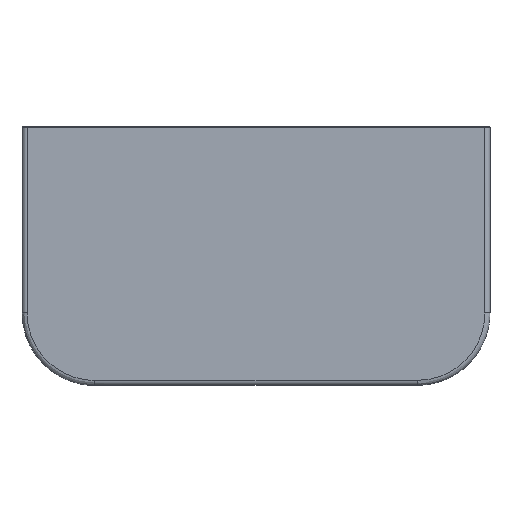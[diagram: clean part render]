
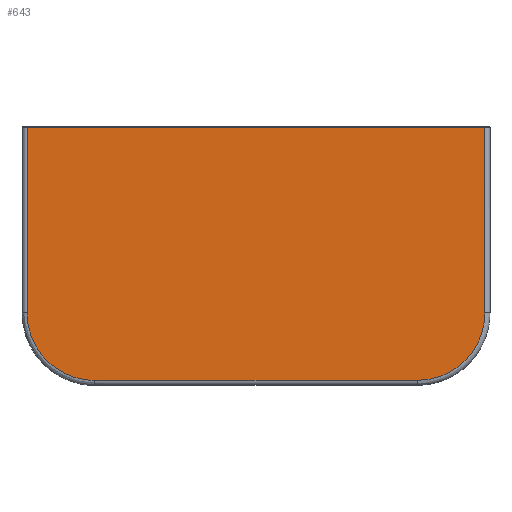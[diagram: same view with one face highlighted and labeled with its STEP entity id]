
A CAD part, top view. The second image highlights one B-rep face of the part: STEP entity #643.
In plain terms, the highlighted face is planar.
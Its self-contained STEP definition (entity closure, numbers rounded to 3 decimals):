
#643=ADVANCED_FACE('',(#1034),#6744,.T.);
#1034=FACE_OUTER_BOUND('',#1425,.T.);
#1425=EDGE_LOOP('',(#3585,#3586,#3587,#3588,#3589,#3590));
#3585=ORIENTED_EDGE('',*,*,#4731,.T.);
#3586=ORIENTED_EDGE('',*,*,#4732,.T.);
#3587=ORIENTED_EDGE('',*,*,#4733,.T.);
#3588=ORIENTED_EDGE('',*,*,#4757,.T.);
#3589=ORIENTED_EDGE('',*,*,#4734,.T.);
#3590=ORIENTED_EDGE('',*,*,#4748,.T.);
#4731=EDGE_CURVE('',#6597,#6598,#5868,.T.);
#4732=EDGE_CURVE('',#6598,#6599,#5869,.T.);
#4733=EDGE_CURVE('',#6599,#6600,#5870,.T.);
#4734=EDGE_CURVE('',#6601,#6602,#5871,.T.);
#4748=EDGE_CURVE('',#6602,#6597,#5266,.T.);
#4757=EDGE_CURVE('',#6600,#6601,#5273,.T.);
#5266=(
BOUNDED_CURVE()
B_SPLINE_CURVE(2,(#12863,#12864,#12865),.UNSPECIFIED.,.F.,.F.)
B_SPLINE_CURVE_WITH_KNOTS((3,3),(-208.916,0.),.UNSPECIFIED.)
CURVE()
GEOMETRIC_REPRESENTATION_ITEM()
RATIONAL_B_SPLINE_CURVE((1.,0.707,1.))
REPRESENTATION_ITEM('')
);
#5273=(
BOUNDED_CURVE()
B_SPLINE_CURVE(2,(#12888,#12889,#12890),.UNSPECIFIED.,.F.,.F.)
B_SPLINE_CURVE_WITH_KNOTS((3,3),(-208.916,0.),.UNSPECIFIED.)
CURVE()
GEOMETRIC_REPRESENTATION_ITEM()
RATIONAL_B_SPLINE_CURVE((1.,0.707,1.))
REPRESENTATION_ITEM('')
);
#5868=B_SPLINE_CURVE_WITH_KNOTS('',1,(#12821,#12822),.UNSPECIFIED.,.F.,
 .F.,(2,2),(0.,366.),.UNSPECIFIED.);
#5869=B_SPLINE_CURVE_WITH_KNOTS('',1,(#12823,#12824),.UNSPECIFIED.,.F.,
 .F.,(2,2),(0.,902.),.UNSPECIFIED.);
#5870=B_SPLINE_CURVE_WITH_KNOTS('',1,(#12825,#12826),.UNSPECIFIED.,.F.,
 .F.,(2,2),(0.,366.),.UNSPECIFIED.);
#5871=B_SPLINE_CURVE_WITH_KNOTS('',1,(#12827,#12828),.UNSPECIFIED.,.F.,
 .F.,(2,2),(0.,636.),.UNSPECIFIED.);
#6597=VERTEX_POINT('',#12799);
#6598=VERTEX_POINT('',#12800);
#6599=VERTEX_POINT('',#12801);
#6600=VERTEX_POINT('',#12802);
#6601=VERTEX_POINT('',#12803);
#6602=VERTEX_POINT('',#12804);
#6744=PLANE('',#7633);
#7633=AXIS2_PLACEMENT_3D('',#12135,#8066,$);
#8066=DIRECTION('',(0.,1.,0.));
#12135=CARTESIAN_POINT('',(-541.2,20.,-303.9));
#12799=CARTESIAN_POINT('',(451.,20.,112.));
#12800=CARTESIAN_POINT('',(451.,20.,-254.));
#12801=CARTESIAN_POINT('',(-451.,20.,-254.));
#12802=CARTESIAN_POINT('',(-451.,20.,112.));
#12803=CARTESIAN_POINT('',(-318.,20.,245.));
#12804=CARTESIAN_POINT('',(318.,20.,245.));
#12821=CARTESIAN_POINT('',(451.,20.,112.));
#12822=CARTESIAN_POINT('',(451.,20.,-254.));
#12823=CARTESIAN_POINT('',(451.,20.,-254.));
#12824=CARTESIAN_POINT('',(-451.,20.,-254.));
#12825=CARTESIAN_POINT('',(-451.,20.,-254.));
#12826=CARTESIAN_POINT('',(-451.,20.,112.));
#12827=CARTESIAN_POINT('',(-318.,20.,245.));
#12828=CARTESIAN_POINT('',(318.,20.,245.));
#12863=CARTESIAN_POINT('',(318.,20.,245.));
#12864=CARTESIAN_POINT('',(451.,20.,245.));
#12865=CARTESIAN_POINT('',(451.,20.,112.));
#12888=CARTESIAN_POINT('',(-451.,20.,112.));
#12889=CARTESIAN_POINT('',(-451.,20.,245.));
#12890=CARTESIAN_POINT('',(-318.,20.,245.));
